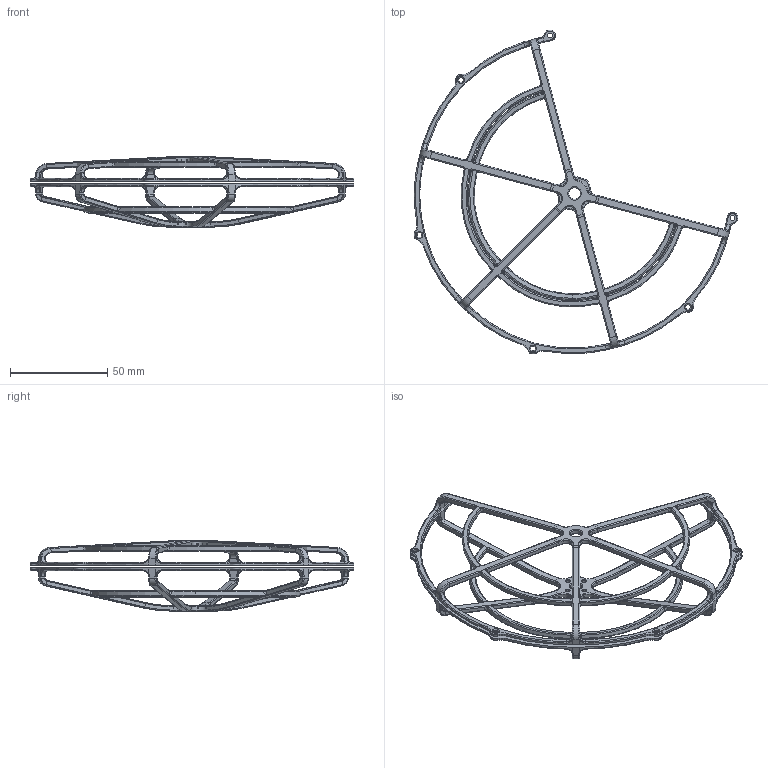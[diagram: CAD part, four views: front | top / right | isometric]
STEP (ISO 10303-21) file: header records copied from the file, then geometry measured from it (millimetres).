
FILE_DESCRIPTION (( 'STEP AP203' ), '1' );
FILE_NAME ('蔑悵_攝韓_郔笝.STEP', '2024-06-04T10:17:49', ( '' ), ( '' ), 'SwSTEP 2.0', 'SolidWorks 2021', '' );
FILE_SCHEMA (( 'CONFIG_CONTROL_DESIGN' ));
Length unit declared in the file: millimetre
Products named in the file (1): 蔑悵_攝韓_郔笝
Bounding box: 166.31 x 166.3 x 36.03 mm (x, y, z)
Volume: 16281.7 mm3; surface area: 21600.8 mm2
Topology: 2 solids, 2 shells, 1114 faces, 2630 edges, 1488 vertices
Faces by surface type: cylinder 351, torus 333, bspline 224, plane 170, cone 36
Entity records: 36830 total; most frequent: CARTESIAN_POINT 11933, DIRECTION 5429, ORIENTED_EDGE 5260, EDGE_CURVE 2630, AXIS2_PLACEMENT_3D 2356, VERTEX_POINT 1488, CIRCLE 1465, EDGE_LOOP 1150
